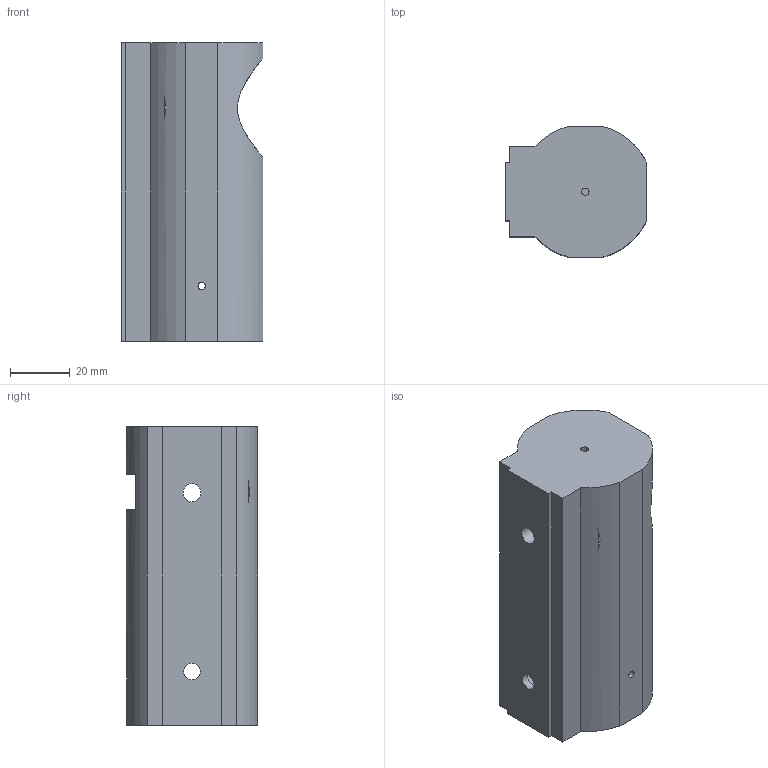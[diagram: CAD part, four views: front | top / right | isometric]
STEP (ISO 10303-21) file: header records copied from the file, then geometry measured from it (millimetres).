
FILE_DESCRIPTION(('FreeCAD Model'),'2;1');
FILE_NAME('Open CASCADE Shape Model','2024-12-04T15:45:40',(''),(''), 'Open CASCADE STEP processor 7.8','FreeCAD','Unknown');
FILE_SCHEMA(('AUTOMOTIVE_DESIGN { 1 0 10303 214 1 1 1 1 }'));
Length unit declared in the file: millimetre
Products named in the file (1): PulseEncoderMount
Bounding box: 47.5 x 44 x 100 mm (x, y, z)
Volume: 95963.4 mm3; surface area: 26112.6 mm2
Topology: 1 solids, 1 shells, 36 faces, 101 edges, 68 vertices
Faces by surface type: plane 22, cylinder 14
Full cylindrical faces by diameter (mm): 2.5 x2, 5.5 x1, 6 x1, 9 x3
Entity records: 3612 total; most frequent: CARTESIAN_POINT 1575, DIRECTION 368, LINE 213, VECTOR 213, ORIENTED_EDGE 202, PCURVE 202, DEFINITIONAL_REPRESENTATION 202, EDGE_CURVE 101
